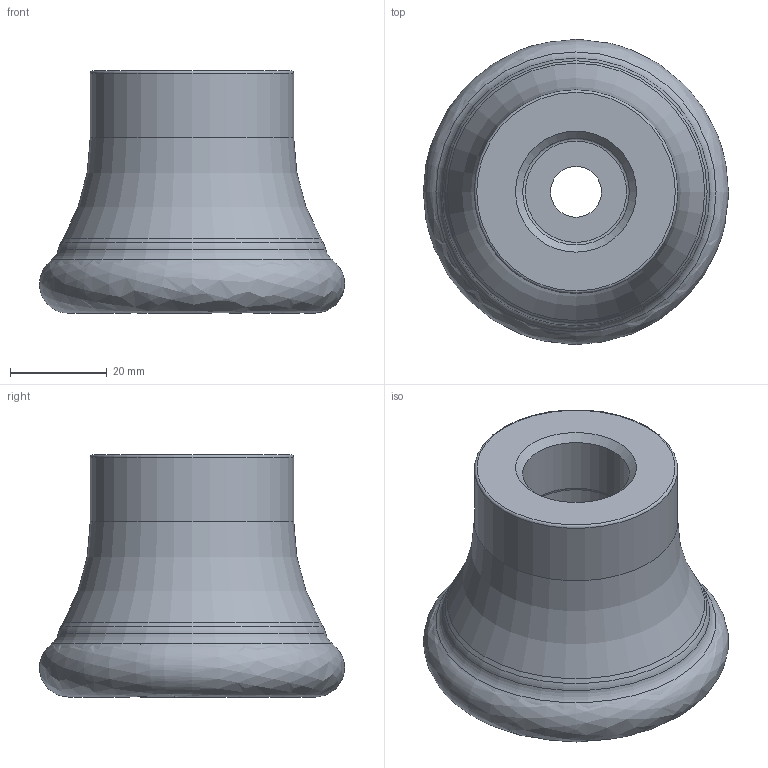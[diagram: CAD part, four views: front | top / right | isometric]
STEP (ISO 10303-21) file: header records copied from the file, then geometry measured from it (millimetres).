
FILE_DESCRIPTION(/* description */ (''),/* implementation_level */ '2;1');
FILE_NAME(/* name */ '1543210910814.stp',/* time_stamp */ '2018-11-26T11:12:02+06:00',/* author */ (''),/* organization */ ('SMS'),/* preprocessor_version */ 'ST-DEVELOPER v15',/* originating_system */ 'SIEMENS PLM Software NX 8.5',/* authorisation */ '');
FILE_SCHEMA (('AUTOMOTIVE_DESIGN { 1 0 10303 214 3 1 1 1 }'));
Length unit declared in the file: millimetre
Products named in the file (4): ASSEMBLY_CONSTRUCTION; 201854018mod000_00; 201892576mod000_00; 201892574mod000_00
Assembly tree (3 placements, depth 2):
  201892574mod000_00
    201892576mod000_00
    201854018mod000_00
    ASSEMBLY_CONSTRUCTION
Bounding box: 63 x 63 x 50 mm (x, y, z)
Volume: 90064.2 mm3; surface area: 19812.8 mm2
Topology: 2 solids, 2 shells, 30 faces, 57 edges, 43 vertices
Faces by surface type: torus 14, plane 5, cylinder 5, cone 5, bspline 1
Full cylindrical faces by diameter (mm): 10.5 x1, 17.15 x1, 22.011 x1, 22.5 x1, 42 x1
Entity records: 2390 total; most frequent: CARTESIAN_POINT 1653, DIRECTION 144, AXIS2_PLACEMENT_3D 72, FACE_BOUND 59, EDGE_LOOP 58, ORIENTED_EDGE 58, ADVANCED_FACE 30, VERTEX_POINT 30
